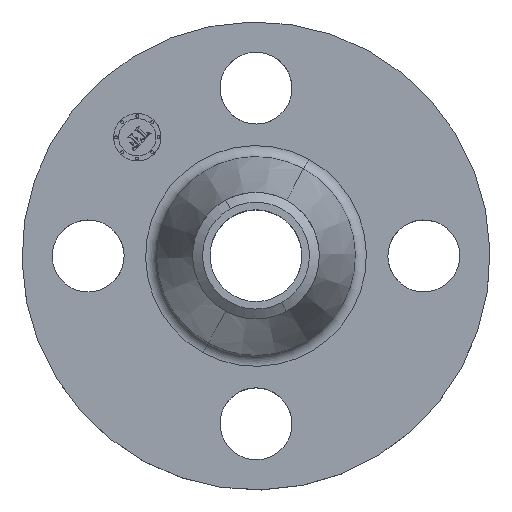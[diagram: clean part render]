
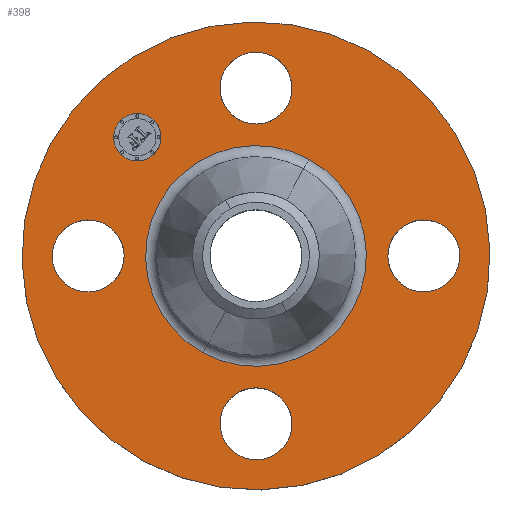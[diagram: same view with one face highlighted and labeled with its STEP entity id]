
A CAD part, top view. The second image highlights one B-rep face of the part: STEP entity #398.
In plain terms, the highlighted planar face has unit normal (0, 0, 1).
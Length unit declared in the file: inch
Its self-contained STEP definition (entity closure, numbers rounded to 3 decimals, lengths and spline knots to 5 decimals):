
#114=AXIS2_PLACEMENT_3D('Circle Axis2P3D',#112,#113,$) ;
#284=AXIS2_PLACEMENT_3D('Plane Axis2P3D',#281,#282,#283) ;
#288=AXIS2_PLACEMENT_3D('Circle Axis2P3D',#286,#287,$) ;
#297=AXIS2_PLACEMENT_3D('Circle Axis2P3D',#295,#296,$) ;
#310=AXIS2_PLACEMENT_3D('Circle Axis2P3D',#308,#309,$) ;
#319=AXIS2_PLACEMENT_3D('Circle Axis2P3D',#317,#318,$) ;
#328=AXIS2_PLACEMENT_3D('Circle Axis2P3D',#326,#327,$) ;
#337=AXIS2_PLACEMENT_3D('Circle Axis2P3D',#335,#336,$) ;
#346=AXIS2_PLACEMENT_3D('Circle Axis2P3D',#344,#345,$) ;
#355=AXIS2_PLACEMENT_3D('Circle Axis2P3D',#353,#354,$) ;
#364=AXIS2_PLACEMENT_3D('Circle Axis2P3D',#362,#363,$) ;
#373=AXIS2_PLACEMENT_3D('Circle Axis2P3D',#371,#372,$) ;
#382=AXIS2_PLACEMENT_3D('Circle Axis2P3D',#380,#381,$) ;
#391=AXIS2_PLACEMENT_3D('Circle Axis2P3D',#389,#390,$) ;
#46=CARTESIAN_POINT('Vertex',(-0.32909,1.92978,0.62)) ;
#60=CARTESIAN_POINT('Vertex',(0.32909,1.57022,0.62)) ;
#64=CARTESIAN_POINT('Control Point',(-0.32909,1.92978,0.62)) ;
#65=CARTESIAN_POINT('Control Point',(-0.30085,1.98148,0.62)) ;
#66=CARTESIAN_POINT('Control Point',(-0.26246,2.02763,0.62)) ;
#67=CARTESIAN_POINT('Control Point',(-0.21537,2.06556,0.62)) ;
#68=CARTESIAN_POINT('Control Point',(-0.10883,2.12093,0.62)) ;
#69=CARTESIAN_POINT('Control Point',(0.01072,2.1319,0.62)) ;
#70=CARTESIAN_POINT('Control Point',(0.07085,2.12542,0.62)) ;
#71=CARTESIAN_POINT('Control Point',(0.18533,2.08924,0.62)) ;
#72=CARTESIAN_POINT('Control Point',(0.27763,2.01246,0.62)) ;
#73=CARTESIAN_POINT('Control Point',(0.31556,1.96537,0.62)) ;
#74=CARTESIAN_POINT('Control Point',(0.37093,1.85883,0.62)) ;
#75=CARTESIAN_POINT('Control Point',(0.3819,1.73928,0.62)) ;
#76=CARTESIAN_POINT('Control Point',(0.37542,1.67915,0.62)) ;
#77=CARTESIAN_POINT('Control Point',(0.35733,1.62191,0.62)) ;
#78=CARTESIAN_POINT('Control Point',(0.32909,1.57022,0.62)) ;
#112=CARTESIAN_POINT('Axis2P3D Location',(0.,1.75,0.62)) ;
#281=CARTESIAN_POINT('Axis2P3D Location',(0.,2.44,0.62)) ;
#286=CARTESIAN_POINT('Axis2P3D Location',(0.,0.,0.62)) ;
#290=CARTESIAN_POINT('Vertex',(1.1698,2.1413,0.62)) ;
#292=CARTESIAN_POINT('Vertex',(-1.1698,-2.1413,0.62)) ;
#295=CARTESIAN_POINT('Axis2P3D Location',(0.,0.,0.62)) ;
#308=CARTESIAN_POINT('Axis2P3D Location',(0.,0.,0.62)) ;
#312=CARTESIAN_POINT('Vertex',(-0.55196,-1.01036,0.62)) ;
#314=CARTESIAN_POINT('Vertex',(0.55196,1.01036,0.62)) ;
#317=CARTESIAN_POINT('Axis2P3D Location',(0.,0.,0.62)) ;
#326=CARTESIAN_POINT('Axis2P3D Location',(1.75,0.,0.62)) ;
#330=CARTESIAN_POINT('Vertex',(1.57022,-0.32909,0.62)) ;
#332=CARTESIAN_POINT('Vertex',(1.92978,0.32909,0.62)) ;
#335=CARTESIAN_POINT('Axis2P3D Location',(1.75,0.,0.62)) ;
#344=CARTESIAN_POINT('Axis2P3D Location',(0.,-1.75,0.62)) ;
#348=CARTESIAN_POINT('Vertex',(-0.32909,-1.57022,0.62)) ;
#350=CARTESIAN_POINT('Vertex',(0.32909,-1.92978,0.62)) ;
#353=CARTESIAN_POINT('Axis2P3D Location',(0.,-1.75,0.62)) ;
#362=CARTESIAN_POINT('Axis2P3D Location',(-1.75,0.,0.62)) ;
#366=CARTESIAN_POINT('Vertex',(-1.57022,0.32909,0.62)) ;
#368=CARTESIAN_POINT('Vertex',(-1.92978,-0.32909,0.62)) ;
#371=CARTESIAN_POINT('Axis2P3D Location',(-1.75,0.,0.62)) ;
#380=CARTESIAN_POINT('Axis2P3D Location',(-1.23744,1.23744,0.62)) ;
#384=CARTESIAN_POINT('Vertex',(-1.41245,1.06243,0.62)) ;
#386=CARTESIAN_POINT('Vertex',(-1.06243,1.41245,0.62)) ;
#389=CARTESIAN_POINT('Axis2P3D Location',(-1.23744,1.23744,0.62)) ;
#113=DIRECTION('Axis2P3D Direction',(0.,-0.,-0.039)) ;
#282=DIRECTION('Axis2P3D Direction',(0.,0.,-0.039)) ;
#283=DIRECTION('Axis2P3D XDirection',(0.039,0.,0.)) ;
#287=DIRECTION('Axis2P3D Direction',(0.,0.,-0.039)) ;
#296=DIRECTION('Axis2P3D Direction',(0.,0.,-0.039)) ;
#309=DIRECTION('Axis2P3D Direction',(0.,0.,-0.039)) ;
#318=DIRECTION('Axis2P3D Direction',(0.,0.,-0.039)) ;
#327=DIRECTION('Axis2P3D Direction',(0.,0.,-0.039)) ;
#336=DIRECTION('Axis2P3D Direction',(0.,0.,-0.039)) ;
#345=DIRECTION('Axis2P3D Direction',(0.,0.,-0.039)) ;
#354=DIRECTION('Axis2P3D Direction',(0.,0.,-0.039)) ;
#363=DIRECTION('Axis2P3D Direction',(0.,0.,-0.039)) ;
#372=DIRECTION('Axis2P3D Direction',(0.,0.,-0.039)) ;
#381=DIRECTION('Axis2P3D Direction',(0.,0.,-0.039)) ;
#390=DIRECTION('Axis2P3D Direction',(0.,0.,-0.039)) ;
#301=ORIENTED_EDGE('',*,*,#294,.F.) ;
#302=ORIENTED_EDGE('',*,*,#299,.F.) ;
#305=ORIENTED_EDGE('',*,*,#79,.T.) ;
#306=ORIENTED_EDGE('',*,*,#116,.T.) ;
#323=ORIENTED_EDGE('',*,*,#316,.T.) ;
#324=ORIENTED_EDGE('',*,*,#321,.T.) ;
#341=ORIENTED_EDGE('',*,*,#334,.T.) ;
#342=ORIENTED_EDGE('',*,*,#339,.T.) ;
#359=ORIENTED_EDGE('',*,*,#352,.T.) ;
#360=ORIENTED_EDGE('',*,*,#357,.T.) ;
#377=ORIENTED_EDGE('',*,*,#370,.T.) ;
#378=ORIENTED_EDGE('',*,*,#375,.T.) ;
#395=ORIENTED_EDGE('',*,*,#388,.T.) ;
#396=ORIENTED_EDGE('',*,*,#393,.T.) ;
#307=FACE_BOUND('',#304,.T.) ;
#325=FACE_BOUND('',#322,.T.) ;
#343=FACE_BOUND('',#340,.T.) ;
#361=FACE_BOUND('',#358,.T.) ;
#379=FACE_BOUND('',#376,.T.) ;
#397=FACE_BOUND('',#394,.T.) ;
#398=ADVANCED_FACE('PartBody',(#303,#307,#325,#343,#361,#379,#397),#285,.F.) ;
#63=B_SPLINE_CURVE_WITH_KNOTS('',5,(#64,#65,#66,#67,#68,#69,#70,#71,#72,#73,#74,#75,#76,#77,#78),.UNSPECIFIED.,.F.,.U.,(6,3,3,3,6),(-14.96184,-7.48092,0.,7.48092,14.96184),.UNSPECIFIED.) ;
#115=CIRCLE('generated circle',#114,0.375) ;
#289=CIRCLE('generated circle',#288,2.44) ;
#298=CIRCLE('generated circle',#297,2.44) ;
#311=CIRCLE('generated circle',#310,1.15129) ;
#320=CIRCLE('generated circle',#319,1.15129) ;
#329=CIRCLE('generated circle',#328,0.375) ;
#338=CIRCLE('generated circle',#337,0.375) ;
#347=CIRCLE('generated circle',#346,0.375) ;
#356=CIRCLE('generated circle',#355,0.375) ;
#365=CIRCLE('generated circle',#364,0.375) ;
#374=CIRCLE('generated circle',#373,0.375) ;
#383=CIRCLE('generated circle',#382,0.2475) ;
#392=CIRCLE('generated circle',#391,0.2475) ;
#79=EDGE_CURVE('',#47,#61,#63,.T.) ;
#116=EDGE_CURVE('',#61,#47,#115,.T.) ;
#294=EDGE_CURVE('',#291,#293,#289,.T.) ;
#299=EDGE_CURVE('',#293,#291,#298,.T.) ;
#316=EDGE_CURVE('',#313,#315,#311,.T.) ;
#321=EDGE_CURVE('',#315,#313,#320,.T.) ;
#334=EDGE_CURVE('',#331,#333,#329,.T.) ;
#339=EDGE_CURVE('',#333,#331,#338,.T.) ;
#352=EDGE_CURVE('',#349,#351,#347,.T.) ;
#357=EDGE_CURVE('',#351,#349,#356,.T.) ;
#370=EDGE_CURVE('',#367,#369,#365,.T.) ;
#375=EDGE_CURVE('',#369,#367,#374,.T.) ;
#388=EDGE_CURVE('',#385,#387,#383,.T.) ;
#393=EDGE_CURVE('',#387,#385,#392,.T.) ;
#300=EDGE_LOOP('',(#301,#302)) ;
#304=EDGE_LOOP('',(#305,#306)) ;
#322=EDGE_LOOP('',(#323,#324)) ;
#340=EDGE_LOOP('',(#341,#342)) ;
#358=EDGE_LOOP('',(#359,#360)) ;
#376=EDGE_LOOP('',(#377,#378)) ;
#394=EDGE_LOOP('',(#395,#396)) ;
#303=FACE_OUTER_BOUND('',#300,.T.) ;
#285=PLANE('',#284) ;
#47=VERTEX_POINT('',#46) ;
#61=VERTEX_POINT('',#60) ;
#291=VERTEX_POINT('',#290) ;
#293=VERTEX_POINT('',#292) ;
#313=VERTEX_POINT('',#312) ;
#315=VERTEX_POINT('',#314) ;
#331=VERTEX_POINT('',#330) ;
#333=VERTEX_POINT('',#332) ;
#349=VERTEX_POINT('',#348) ;
#351=VERTEX_POINT('',#350) ;
#367=VERTEX_POINT('',#366) ;
#369=VERTEX_POINT('',#368) ;
#385=VERTEX_POINT('',#384) ;
#387=VERTEX_POINT('',#386) ;
